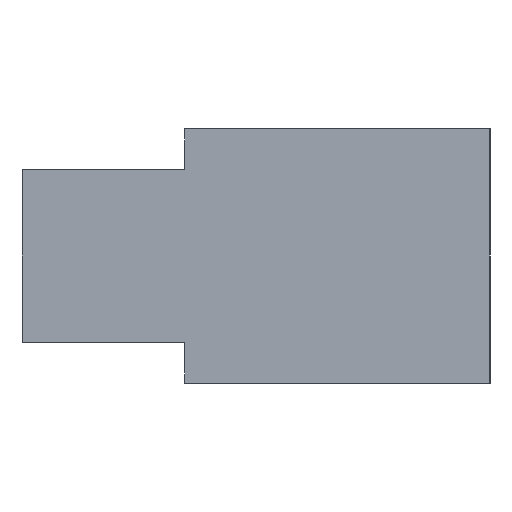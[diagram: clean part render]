
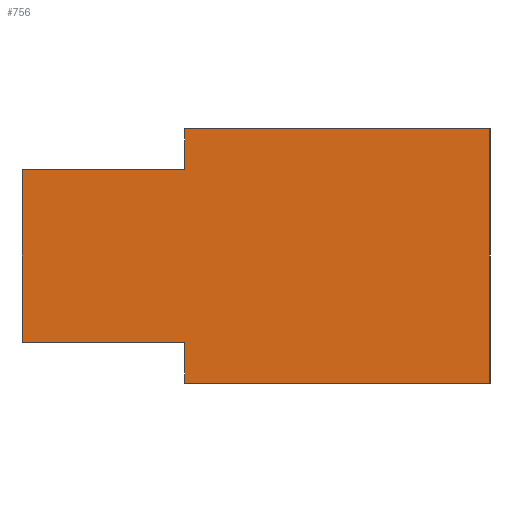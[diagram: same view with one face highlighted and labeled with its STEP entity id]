
A CAD part, left-side view. The second image highlights one B-rep face of the part: STEP entity #756.
In plain terms, the highlighted planar face has unit normal (-1, 0, 0).
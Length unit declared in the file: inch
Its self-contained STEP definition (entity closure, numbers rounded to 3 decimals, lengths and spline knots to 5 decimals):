
#46 = EDGE_LOOP ( 'NONE', ( #321, #1091, #304, #1863, #1114, #1486, #1209, #767 ) ) ;
#121 = LINE ( 'NONE', #258, #1307 ) ;
#128 = DIRECTION ( 'NONE',  ( 0., -1., 0. ) ) ;
#132 = DIRECTION ( 'NONE',  ( 0., 0., 1. ) ) ;
#198 = EDGE_CURVE ( 'NONE', #760, #641, #121, .T. ) ;
#256 = CARTESIAN_POINT ( 'NONE',  ( -0.59055, 0.90551, 0.16732 ) ) ;
#258 = CARTESIAN_POINT ( 'NONE',  ( -0.59055, 0.59055, 0.24606 ) ) ;
#283 = DIRECTION ( 'NONE',  ( 0., -1., 0. ) ) ;
#304 = ORIENTED_EDGE ( 'NONE', *, *, #1110, .T. ) ;
#321 = ORIENTED_EDGE ( 'NONE', *, *, #198, .F. ) ;
#330 = DIRECTION ( 'NONE',  ( 0., -1., 0. ) ) ;
#396 = VECTOR ( 'NONE', #1787, 39.37008 ) ;
#407 = LINE ( 'NONE', #1565, #1854 ) ;
#446 = VECTOR ( 'NONE', #708, 39.37008 ) ;
#450 = LINE ( 'NONE', #458, #1014 ) ;
#458 = CARTESIAN_POINT ( 'NONE',  ( -0.59055, 0.59055, 0.24606 ) ) ;
#481 = DIRECTION ( 'NONE',  ( 0., 0., -1. ) ) ;
#492 = VECTOR ( 'NONE', #971, 39.37008 ) ;
#498 = CARTESIAN_POINT ( 'NONE',  ( -0.59055, 0.59055, -0.24606 ) ) ;
#499 = EDGE_CURVE ( 'NONE', #760, #1628, #1134, .T. ) ;
#532 = VERTEX_POINT ( 'NONE', #1584 ) ;
#556 = VERTEX_POINT ( 'NONE', #1063 ) ;
#582 = LINE ( 'NONE', #1760, #1607 ) ;
#641 = VERTEX_POINT ( 'NONE', #1044 ) ;
#642 = FACE_OUTER_BOUND ( 'NONE', #46, .T. ) ;
#708 = DIRECTION ( 'NONE',  ( 0., 0., 1. ) ) ;
#756 = ADVANCED_FACE ( 'NONE', ( #642 ), #810, .F. ) ;
#760 = VERTEX_POINT ( 'NONE', #498 ) ;
#767 = ORIENTED_EDGE ( 'NONE', *, *, #1518, .F. ) ;
#805 = LINE ( 'NONE', #815, #492 ) ;
#810 = PLANE ( 'NONE',  #1648 ) ;
#815 = CARTESIAN_POINT ( 'NONE',  ( -0.59055, 0.90551, -0.16732 ) ) ;
#831 = EDGE_CURVE ( 'NONE', #1348, #1144, #1123, .T. ) ;
#840 = VECTOR ( 'NONE', #128, 39.37008 ) ;
#971 = DIRECTION ( 'NONE',  ( 0., 1., 0. ) ) ;
#1003 = DIRECTION ( 'NONE',  ( 0., 0., 1. ) ) ;
#1014 = VECTOR ( 'NONE', #330, 39.37008 ) ;
#1019 = VERTEX_POINT ( 'NONE', #1912 ) ;
#1044 = CARTESIAN_POINT ( 'NONE',  ( -0.59055, 0.59055, -0.16732 ) ) ;
#1056 = CARTESIAN_POINT ( 'NONE',  ( -0.59055, 0.59055, 0.24606 ) ) ;
#1063 = CARTESIAN_POINT ( 'NONE',  ( -0.59055, 0.59055, 0.24606 ) ) ;
#1089 = EDGE_CURVE ( 'NONE', #1144, #1019, #582, .T. ) ;
#1091 = ORIENTED_EDGE ( 'NONE', *, *, #499, .T. ) ;
#1110 = EDGE_CURVE ( 'NONE', #1628, #532, #407, .T. ) ;
#1112 = CARTESIAN_POINT ( 'NONE',  ( -0.59055, 0.90551, 0.24606 ) ) ;
#1114 = ORIENTED_EDGE ( 'NONE', *, *, #1278, .F. ) ;
#1123 = LINE ( 'NONE', #1112, #446 ) ;
#1134 = LINE ( 'NONE', #1731, #840 ) ;
#1144 = VERTEX_POINT ( 'NONE', #256 ) ;
#1209 = ORIENTED_EDGE ( 'NONE', *, *, #831, .F. ) ;
#1264 = EDGE_CURVE ( 'NONE', #556, #532, #450, .T. ) ;
#1278 = EDGE_CURVE ( 'NONE', #1019, #556, #1908, .T. ) ;
#1307 = VECTOR ( 'NONE', #132, 39.37008 ) ;
#1348 = VERTEX_POINT ( 'NONE', #1646 ) ;
#1486 = ORIENTED_EDGE ( 'NONE', *, *, #1089, .F. ) ;
#1518 = EDGE_CURVE ( 'NONE', #641, #1348, #805, .T. ) ;
#1565 = CARTESIAN_POINT ( 'NONE',  ( -0.59055, 0., 0.24606 ) ) ;
#1584 = CARTESIAN_POINT ( 'NONE',  ( -0.59055, 0., 0.24606 ) ) ;
#1585 = CARTESIAN_POINT ( 'NONE',  ( -0.59055, 0., -0.24606 ) ) ;
#1607 = VECTOR ( 'NONE', #283, 39.37008 ) ;
#1628 = VERTEX_POINT ( 'NONE', #1585 ) ;
#1646 = CARTESIAN_POINT ( 'NONE',  ( -0.59055, 0.90551, -0.16732 ) ) ;
#1648 = AXIS2_PLACEMENT_3D ( 'NONE', #1698, #1666, #481 ) ;
#1666 = DIRECTION ( 'NONE',  ( 1., 0., 0. ) ) ;
#1698 = CARTESIAN_POINT ( 'NONE',  ( -0.59055, 0.90551, 0.24606 ) ) ;
#1731 = CARTESIAN_POINT ( 'NONE',  ( -0.59055, 0.59055, -0.24606 ) ) ;
#1760 = CARTESIAN_POINT ( 'NONE',  ( -0.59055, 0.90551, 0.16732 ) ) ;
#1787 = DIRECTION ( 'NONE',  ( 0., 0., 1. ) ) ;
#1854 = VECTOR ( 'NONE', #1003, 39.37008 ) ;
#1863 = ORIENTED_EDGE ( 'NONE', *, *, #1264, .F. ) ;
#1908 = LINE ( 'NONE', #1056, #396 ) ;
#1912 = CARTESIAN_POINT ( 'NONE',  ( -0.59055, 0.59055, 0.16732 ) ) ;
